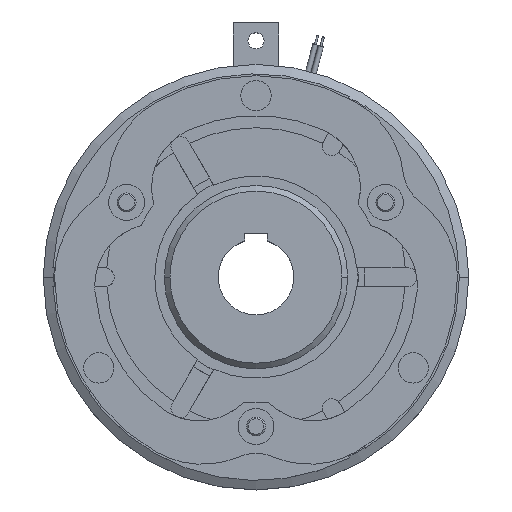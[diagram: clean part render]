
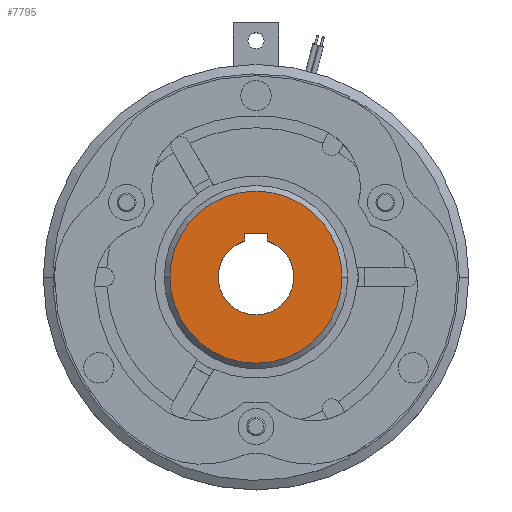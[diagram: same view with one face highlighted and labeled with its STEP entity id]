
A CAD part, top view. The second image highlights one B-rep face of the part: STEP entity #7795.
In plain terms, the highlighted planar face has unit normal (0, 0, 1).
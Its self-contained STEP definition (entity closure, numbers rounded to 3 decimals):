
#86 = ORIENTED_EDGE ( 'NONE', *, *, #6614, .T. ) ;
#289 = CARTESIAN_POINT ( 'NONE',  ( 5.75, 23.05, 44. ) ) ;
#304 = VERTEX_POINT ( 'NONE', #6575 ) ;
#320 = AXIS2_PLACEMENT_3D ( 'NONE', #6311, #2197, #7017 ) ;
#421 = DIRECTION ( 'NONE',  ( 0., 0., 1. ) ) ;
#586 = CARTESIAN_POINT ( 'NONE',  ( 0., 0., 44. ) ) ;
#607 = VERTEX_POINT ( 'NONE', #974 ) ;
#640 = AXIS2_PLACEMENT_3D ( 'NONE', #586, #5378, #1289 ) ;
#782 = ORIENTED_EDGE ( 'NONE', *, *, #8500, .F. ) ;
#786 = VECTOR ( 'NONE', #3264, 1000. ) ;
#883 = VERTEX_POINT ( 'NONE', #6812 ) ;
#969 = DIRECTION ( 'NONE',  ( 1., 0., 0. ) ) ;
#974 = CARTESIAN_POINT ( 'NONE',  ( -6., 23.05, 44. ) ) ;
#1028 = DIRECTION ( 'NONE',  ( 1., 0., 0. ) ) ;
#1049 = CIRCLE ( 'NONE', #4323, 0.25 ) ;
#1078 = LINE ( 'NONE', #8469, #6323 ) ;
#1285 = CARTESIAN_POINT ( 'NONE',  ( 45.5, 0., 44. ) ) ;
#1289 = DIRECTION ( 'NONE',  ( 1., 0., 0. ) ) ;
#1494 = AXIS2_PLACEMENT_3D ( 'NONE', #3748, #5127, #1028 ) ;
#1496 = ORIENTED_EDGE ( 'NONE', *, *, #6789, .T. ) ;
#1596 = CARTESIAN_POINT ( 'NONE',  ( 0., 0., 44. ) ) ;
#1661 = CARTESIAN_POINT ( 'NONE',  ( 5.75, 23.3, 44. ) ) ;
#1744 = EDGE_CURVE ( 'NONE', #607, #4045, #6483, .T. ) ;
#1852 = VERTEX_POINT ( 'NONE', #1661 ) ;
#2104 = EDGE_CURVE ( 'NONE', #883, #2257, #7345, .T. ) ;
#2197 = DIRECTION ( 'NONE',  ( 0., 0., 1. ) ) ;
#2257 = VERTEX_POINT ( 'NONE', #7868 ) ;
#2262 = CARTESIAN_POINT ( 'NONE',  ( -5.75, 23.05, 44. ) ) ;
#2283 = DIRECTION ( 'NONE',  ( 1., 0., 0. ) ) ;
#2295 = DIRECTION ( 'NONE',  ( 1., 0., 0. ) ) ;
#2464 = ORIENTED_EDGE ( 'NONE', *, *, #2480, .F. ) ;
#2480 = EDGE_CURVE ( 'NONE', #7283, #2257, #3343, .T. ) ;
#2728 = CARTESIAN_POINT ( 'NONE',  ( 0., 0., 44. ) ) ;
#2938 = DIRECTION ( 'NONE',  ( 1., 0., 0. ) ) ;
#3058 = VERTEX_POINT ( 'NONE', #1285 ) ;
#3116 = AXIS2_PLACEMENT_3D ( 'NONE', #4517, #421, #5204 ) ;
#3180 = CARTESIAN_POINT ( 'NONE',  ( -6., 19.079, 44. ) ) ;
#3264 = DIRECTION ( 'NONE',  ( 0., 1., 0. ) ) ;
#3343 = CIRCLE ( 'NONE', #640, 20. ) ;
#3415 = DIRECTION ( 'NONE',  ( 1., 0., 0. ) ) ;
#3504 = AXIS2_PLACEMENT_3D ( 'NONE', #1596, #6393, #2283 ) ;
#3748 = CARTESIAN_POINT ( 'NONE',  ( 0., 0., 44. ) ) ;
#3839 = CARTESIAN_POINT ( 'NONE',  ( 20., 0., 44. ) ) ;
#3841 = ORIENTED_EDGE ( 'NONE', *, *, #8858, .T. ) ;
#3881 = CIRCLE ( 'NONE', #320, 20. ) ;
#3927 = CIRCLE ( 'NONE', #4208, 45.5 ) ;
#4045 = VERTEX_POINT ( 'NONE', #5892 ) ;
#4075 = VERTEX_POINT ( 'NONE', #3180 ) ;
#4208 = AXIS2_PLACEMENT_3D ( 'NONE', #2728, #7538, #3415 ) ;
#4323 = AXIS2_PLACEMENT_3D ( 'NONE', #289, #5067, #969 ) ;
#4412 = FACE_BOUND ( 'NONE', #4858, .T. ) ;
#4517 = CARTESIAN_POINT ( 'NONE',  ( 0., 0., 44. ) ) ;
#4618 = EDGE_CURVE ( 'NONE', #1852, #883, #1049, .T. ) ;
#4858 = EDGE_LOOP ( 'NONE', ( #1496, #5182, #3841, #6412, #7053, #2464, #6752, #782 ) ) ;
#4921 = EDGE_CURVE ( 'NONE', #3058, #304, #3927, .T. ) ;
#5067 = DIRECTION ( 'NONE',  ( 0., 0., -1. ) ) ;
#5127 = DIRECTION ( 'NONE',  ( 0., 0., 1. ) ) ;
#5182 = ORIENTED_EDGE ( 'NONE', *, *, #1744, .T. ) ;
#5204 = DIRECTION ( 'NONE',  ( 1., 0., 0. ) ) ;
#5276 = VECTOR ( 'NONE', #6977, 1000. ) ;
#5378 = DIRECTION ( 'NONE',  ( 0., 0., 1. ) ) ;
#5386 = ORIENTED_EDGE ( 'NONE', *, *, #4921, .T. ) ;
#5892 = CARTESIAN_POINT ( 'NONE',  ( -5.75, 23.3, 44. ) ) ;
#6041 = LINE ( 'NONE', #7399, #786 ) ;
#6101 = VERTEX_POINT ( 'NONE', #6407 ) ;
#6119 = CIRCLE ( 'NONE', #3116, 20. ) ;
#6311 = CARTESIAN_POINT ( 'NONE',  ( 0., 0., 44. ) ) ;
#6323 = VECTOR ( 'NONE', #2295, 1000. ) ;
#6393 = DIRECTION ( 'NONE',  ( 0., 0., 1. ) ) ;
#6407 = CARTESIAN_POINT ( 'NONE',  ( -20., 0., 44. ) ) ;
#6412 = ORIENTED_EDGE ( 'NONE', *, *, #4618, .T. ) ;
#6483 = CIRCLE ( 'NONE', #7119, 0.25 ) ;
#6575 = CARTESIAN_POINT ( 'NONE',  ( -45.5, 0., 44. ) ) ;
#6614 = EDGE_CURVE ( 'NONE', #304, #3058, #7131, .T. ) ;
#6752 = ORIENTED_EDGE ( 'NONE', *, *, #7601, .F. ) ;
#6789 = EDGE_CURVE ( 'NONE', #4075, #607, #6041, .T. ) ;
#6812 = CARTESIAN_POINT ( 'NONE',  ( 6., 23.05, 44. ) ) ;
#6977 = DIRECTION ( 'NONE',  ( 0., -1., 0. ) ) ;
#7017 = DIRECTION ( 'NONE',  ( 1., 0., 0. ) ) ;
#7053 = ORIENTED_EDGE ( 'NONE', *, *, #2104, .T. ) ;
#7086 = DIRECTION ( 'NONE',  ( 0., 0., -1. ) ) ;
#7119 = AXIS2_PLACEMENT_3D ( 'NONE', #2262, #7086, #2938 ) ;
#7131 = CIRCLE ( 'NONE', #3504, 45.5 ) ;
#7283 = VERTEX_POINT ( 'NONE', #3839 ) ;
#7345 = LINE ( 'NONE', #8007, #5276 ) ;
#7399 = CARTESIAN_POINT ( 'NONE',  ( -6., 0., 44. ) ) ;
#7538 = DIRECTION ( 'NONE',  ( 0., 0., 1. ) ) ;
#7601 = EDGE_CURVE ( 'NONE', #6101, #7283, #3881, .T. ) ;
#7795 = ADVANCED_FACE ( 'NONE', ( #7843, #4412 ), #7831, .T. ) ;
#7831 = PLANE ( 'NONE',  #1494 ) ;
#7843 = FACE_OUTER_BOUND ( 'NONE', #8767, .T. ) ;
#7868 = CARTESIAN_POINT ( 'NONE',  ( 6., 19.079, 44. ) ) ;
#8007 = CARTESIAN_POINT ( 'NONE',  ( 6., 0., 44. ) ) ;
#8469 = CARTESIAN_POINT ( 'NONE',  ( 0., 23.3, 44. ) ) ;
#8500 = EDGE_CURVE ( 'NONE', #4075, #6101, #6119, .T. ) ;
#8767 = EDGE_LOOP ( 'NONE', ( #5386, #86 ) ) ;
#8858 = EDGE_CURVE ( 'NONE', #4045, #1852, #1078, .T. ) ;
